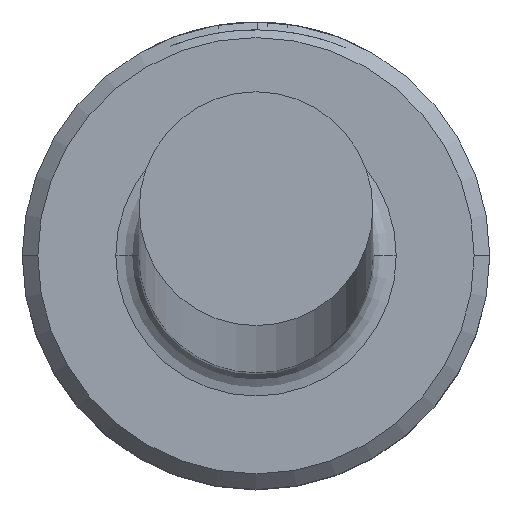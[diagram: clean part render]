
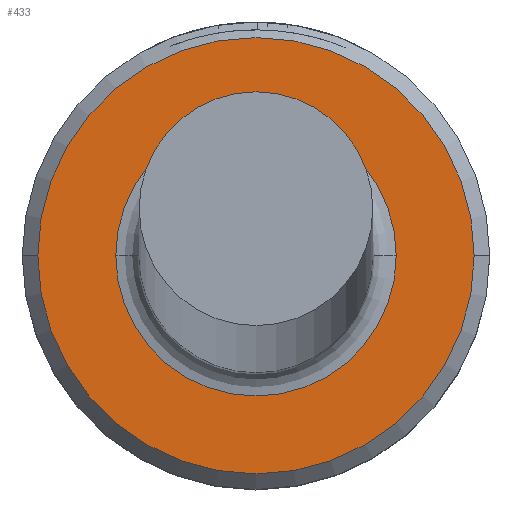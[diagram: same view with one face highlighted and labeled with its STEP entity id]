
A CAD part, top view. The second image highlights one B-rep face of the part: STEP entity #433.
In plain terms, the highlighted planar face has unit normal (0, 0, 1).
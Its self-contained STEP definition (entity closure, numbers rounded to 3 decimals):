
#3 = FACE_BOUND ( 'NONE', #977, .T. ) ;
#18 = CIRCLE ( 'NONE', #716, 2.8 ) ;
#33 = CIRCLE ( 'NONE', #147, 1.8 ) ;
#98 = EDGE_CURVE ( 'NONE', #1148, #739, #1157, .T. ) ;
#99 = AXIS2_PLACEMENT_3D ( 'NONE', #1098, #930, #927 ) ;
#147 = AXIS2_PLACEMENT_3D ( 'NONE', #211, #834, #303 ) ;
#182 = DIRECTION ( 'NONE',  ( 1., 0., 0. ) ) ;
#211 = CARTESIAN_POINT ( 'NONE',  ( 0., 0., 4. ) ) ;
#249 = DIRECTION ( 'NONE',  ( 0., 0., 1. ) ) ;
#269 = CARTESIAN_POINT ( 'NONE',  ( 0., 0., 4. ) ) ;
#303 = DIRECTION ( 'NONE',  ( -1., 0., 0. ) ) ;
#332 = CARTESIAN_POINT ( 'NONE',  ( 1.8, 0., 4. ) ) ;
#358 = DIRECTION ( 'NONE',  ( 1., 0., 0. ) ) ;
#365 = PLANE ( 'NONE',  #732 ) ;
#369 = CARTESIAN_POINT ( 'NONE',  ( 2.8, 0., 4. ) ) ;
#433 = ADVANCED_FACE ( 'NONE', ( #760, #3 ), #365, .T. ) ;
#447 = VERTEX_POINT ( 'NONE', #369 ) ;
#456 = CARTESIAN_POINT ( 'NONE',  ( 0., 0., 4. ) ) ;
#483 = EDGE_LOOP ( 'NONE', ( #889, #826 ) ) ;
#512 = CARTESIAN_POINT ( 'NONE',  ( -1.8, 0., 4. ) ) ;
#663 = CIRCLE ( 'NONE', #829, 2.8 ) ;
#677 = ORIENTED_EDGE ( 'NONE', *, *, #978, .T. ) ;
#703 = VERTEX_POINT ( 'NONE', #1112 ) ;
#715 = DIRECTION ( 'NONE',  ( 0., 0., 1. ) ) ;
#716 = AXIS2_PLACEMENT_3D ( 'NONE', #778, #249, #866 ) ;
#732 = AXIS2_PLACEMENT_3D ( 'NONE', #456, #715, #182 ) ;
#735 = EDGE_CURVE ( 'NONE', #703, #447, #18, .T. ) ;
#737 = ORIENTED_EDGE ( 'NONE', *, *, #98, .T. ) ;
#739 = VERTEX_POINT ( 'NONE', #512 ) ;
#760 = FACE_OUTER_BOUND ( 'NONE', #483, .T. ) ;
#778 = CARTESIAN_POINT ( 'NONE',  ( 0., 0., 4. ) ) ;
#815 = EDGE_CURVE ( 'NONE', #447, #703, #663, .T. ) ;
#826 = ORIENTED_EDGE ( 'NONE', *, *, #815, .T. ) ;
#829 = AXIS2_PLACEMENT_3D ( 'NONE', #269, #884, #358 ) ;
#834 = DIRECTION ( 'NONE',  ( 0., 0., -1. ) ) ;
#866 = DIRECTION ( 'NONE',  ( 1., 0., 0. ) ) ;
#884 = DIRECTION ( 'NONE',  ( 0., 0., 1. ) ) ;
#889 = ORIENTED_EDGE ( 'NONE', *, *, #735, .T. ) ;
#927 = DIRECTION ( 'NONE',  ( -1., 0., 0. ) ) ;
#930 = DIRECTION ( 'NONE',  ( 0., 0., -1. ) ) ;
#977 = EDGE_LOOP ( 'NONE', ( #677, #737 ) ) ;
#978 = EDGE_CURVE ( 'NONE', #739, #1148, #33, .T. ) ;
#1098 = CARTESIAN_POINT ( 'NONE',  ( 0., 0., 4. ) ) ;
#1112 = CARTESIAN_POINT ( 'NONE',  ( -2.8, 0., 4. ) ) ;
#1148 = VERTEX_POINT ( 'NONE', #332 ) ;
#1157 = CIRCLE ( 'NONE', #99, 1.8 ) ;
